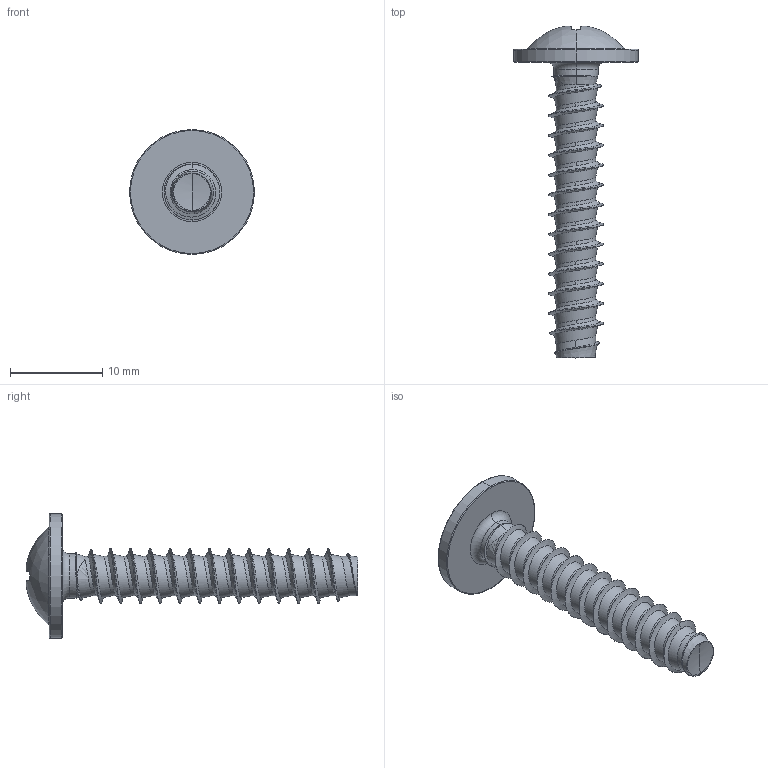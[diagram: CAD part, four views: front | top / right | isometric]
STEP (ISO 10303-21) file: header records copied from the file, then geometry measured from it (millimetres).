
FILE_DESCRIPTION (( 'STEP AP203' ), '1' );
FILE_NAME ('STP310600320.STEP', '2020-09-03T18:41:25', ( '' ), ( '' ), 'SwSTEP 2.0', 'SolidWorks 2015', '' );
FILE_SCHEMA (( 'CONFIG_CONTROL_DESIGN' ));
Length unit declared in the file: millimetre
Products named in the file (2): STP310600320
Bounding box: 13.5 x 35.91 x 13.5 mm (x, y, z)
Volume: 843.6 mm3; surface area: 1086.7 mm2
Topology: 1 solids, 1 shells, 195 faces, 452 edges, 260 vertices
Faces by surface type: cylinder 54, bspline 51, torus 30, sphere 28, plane 23, cone 9
Entity records: 26539 total; most frequent: CARTESIAN_POINT 22410, ORIENTED_EDGE 900, DIRECTION 769, EDGE_CURVE 450, AXIS2_PLACEMENT_3D 341, VERTEX_POINT 260, EDGE_LOOP 198, FACE_OUTER_BOUND 195
